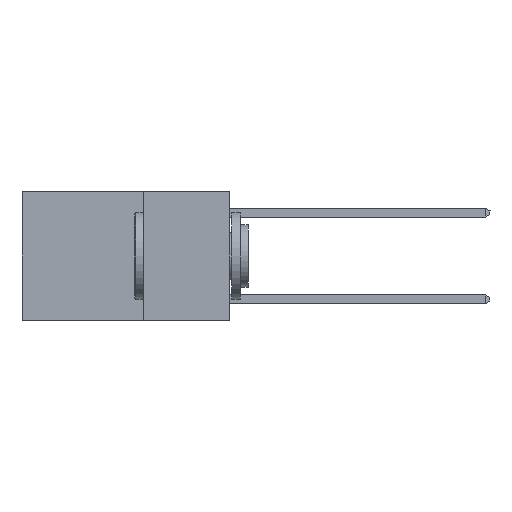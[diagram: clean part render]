
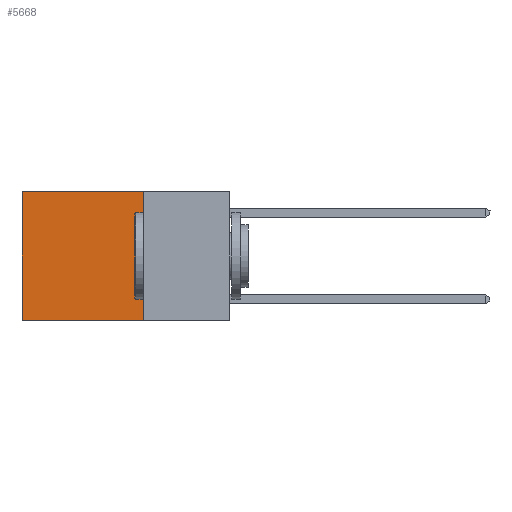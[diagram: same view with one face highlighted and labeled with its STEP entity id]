
A CAD part, left-side view. The second image highlights one B-rep face of the part: STEP entity #5668.
In plain terms, the highlighted planar face has unit normal (-1, 0, 0).
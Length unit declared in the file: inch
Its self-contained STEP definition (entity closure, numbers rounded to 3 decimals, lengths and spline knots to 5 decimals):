
#3096 = CARTESIAN_POINT ( 'NONE',  ( 0.2625, 0.25, -0.37 ) ) ;
#3347 = VECTOR ( 'NONE', #24876, 39.37008 ) ;
#3485 = CARTESIAN_POINT ( 'NONE',  ( 0.2625, 0.25, 0. ) ) ;
#4188 = VERTEX_POINT ( 'NONE', #3485 ) ;
#5668 = ADVANCED_FACE ( 'NONE', ( #13629 ), #11506, .F. ) ;
#6810 = VERTEX_POINT ( 'NONE', #15983 ) ;
#7569 = CARTESIAN_POINT ( 'NONE',  ( 0.2625, 0.25, 0. ) ) ;
#8739 = LINE ( 'NONE', #17394, #14536 ) ;
#8982 = EDGE_CURVE ( 'NONE', #22697, #27251, #8739, .T. ) ;
#10202 = DIRECTION ( 'NONE',  ( 0., 0., -1. ) ) ;
#11412 = LINE ( 'NONE', #26571, #19081 ) ;
#11506 = PLANE ( 'NONE',  #26581 ) ;
#13629 = FACE_OUTER_BOUND ( 'NONE', #17118, .T. ) ;
#14197 = DIRECTION ( 'NONE',  ( 0., 0., -1. ) ) ;
#14536 = VECTOR ( 'NONE', #26039, 39.37008 ) ;
#14692 = ORIENTED_EDGE ( 'NONE', *, *, #8982, .F. ) ;
#15942 = CARTESIAN_POINT ( 'NONE',  ( 0.2625, 0.6, -0.37 ) ) ;
#15953 = DIRECTION ( 'NONE',  ( 0., 0., -1. ) ) ;
#15983 = CARTESIAN_POINT ( 'NONE',  ( 0.2625, 0.6, 0. ) ) ;
#16172 = LINE ( 'NONE', #16588, #19609 ) ;
#16588 = CARTESIAN_POINT ( 'NONE',  ( 0.2625, 0.6, 0. ) ) ;
#16867 = DIRECTION ( 'NONE',  ( 1., 0., 0. ) ) ;
#17003 = EDGE_CURVE ( 'NONE', #4188, #22697, #11412, .T. ) ;
#17118 = EDGE_LOOP ( 'NONE', ( #25086, #14692, #25292, #24670 ) ) ;
#17394 = CARTESIAN_POINT ( 'NONE',  ( 0.2625, 0.25, -0.37 ) ) ;
#18486 = LINE ( 'NONE', #7569, #3347 ) ;
#18972 = CARTESIAN_POINT ( 'NONE',  ( 0.2625, 0.25, 0. ) ) ;
#19081 = VECTOR ( 'NONE', #15953, 39.37008 ) ;
#19186 = EDGE_CURVE ( 'NONE', #6810, #27251, #16172, .T. ) ;
#19609 = VECTOR ( 'NONE', #10202, 39.37008 ) ;
#21770 = EDGE_CURVE ( 'NONE', #4188, #6810, #18486, .T. ) ;
#22697 = VERTEX_POINT ( 'NONE', #3096 ) ;
#24670 = ORIENTED_EDGE ( 'NONE', *, *, #21770, .T. ) ;
#24876 = DIRECTION ( 'NONE',  ( 0., 1., 0. ) ) ;
#25086 = ORIENTED_EDGE ( 'NONE', *, *, #19186, .T. ) ;
#25292 = ORIENTED_EDGE ( 'NONE', *, *, #17003, .F. ) ;
#26039 = DIRECTION ( 'NONE',  ( 0., 1., 0. ) ) ;
#26571 = CARTESIAN_POINT ( 'NONE',  ( 0.2625, 0.25, 0. ) ) ;
#26581 = AXIS2_PLACEMENT_3D ( 'NONE', #18972, #16867, #14197 ) ;
#27251 = VERTEX_POINT ( 'NONE', #15942 ) ;
